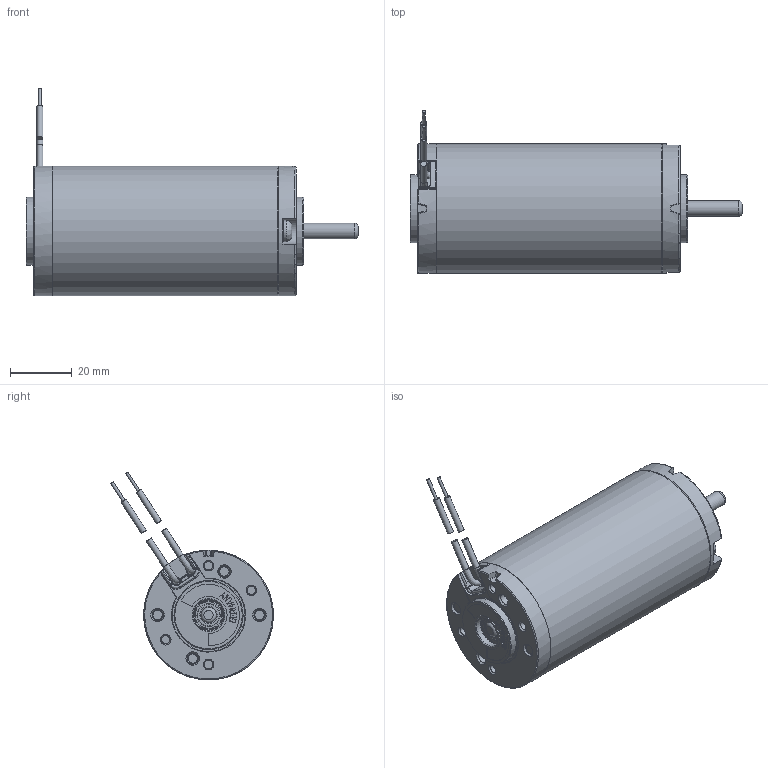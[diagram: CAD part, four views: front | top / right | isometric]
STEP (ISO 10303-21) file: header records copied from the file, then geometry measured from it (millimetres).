
FILE_DESCRIPTION(/* description */ (''),/* implementation_level */ '2;1');
FILE_NAME(/* name */ '211103_000.stp',/* time_stamp */ '2014-01-28T14:08:43+01:00',/* author */ ('KÃ¤hlig'),/* organization */ ('KÃ¤hlig Antriebstechnik GmbH'),/* preprocessor_version */ 'ST-DEVELOPER v11',/* originating_system */ 'SIEMENS UGS NX 6.0',/* authorisation */ 'Weitergabe an dritte nicht zulÃ¤ssig');
FILE_SCHEMA (('AUTOMOTIVE_DESIGN { 1 0 10303 214 1 1 1 1 }'));
Length unit declared in the file: millimetre
Products named in the file (1): Schi4DBF3voi
Bounding box: 107.5 x 52.72 x 67.3 mm (x, y, z)
Volume: 44675.2 mm3; surface area: 43122.2 mm2
Topology: 24 solids, 24 shells, 2469 faces, 5964 edges, 3830 vertices
Faces by surface type: plane 1660, cylinder 418, torus 190, cone 99, sphere 49, bspline 41, extrusion 12
Full cylindrical faces by diameter (mm): 1 x4, 1.2 x4, 1.5 x1, 2 x6, 2.5 x4, 2.7 x6, 3 x4, 3.3 x6, 3.4 x2, 3.6 x4, 3.9 x2, 4 x6, 4.2 x2, 5 x3, 7 x2, 7.05 x4, 7.507 x4, 9.54 x4, 10 x2, 11.46 x4, 12.517 x4, 13.2 x2, 16 x4, 16.5 x1, 18.4 x1, 19 x1, 22 x2, 23.5 x1, 38 x1, 39 x1
Entity records: 76380 total; most frequent: CARTESIAN_POINT 19275, ORIENTED_EDGE 11174, DIRECTION 11098, EDGE_CURVE 5587, VECTOR 3878, LINE 3866, VERTEX_POINT 3734, AXIS2_PLACEMENT_3D 3610
